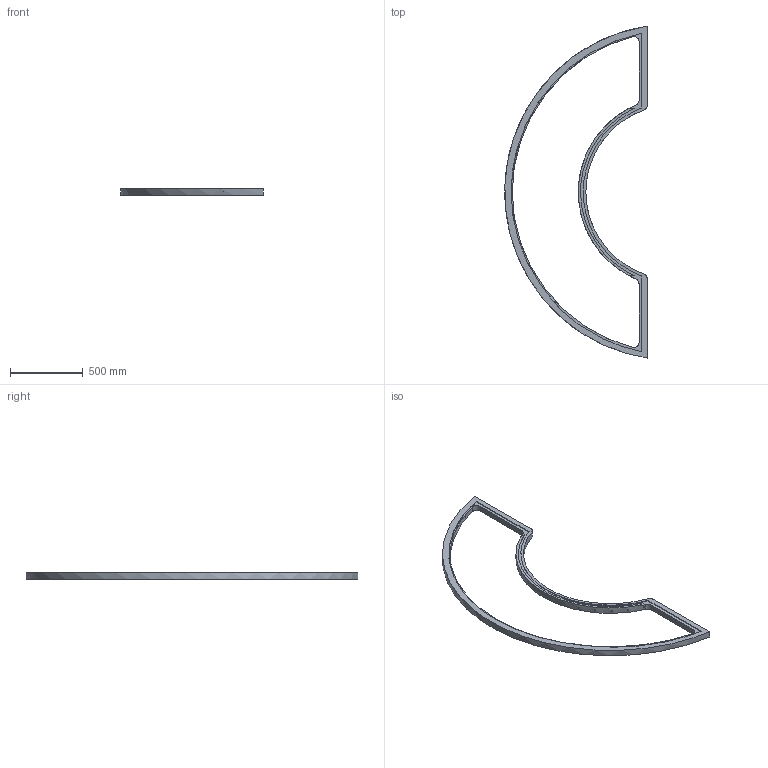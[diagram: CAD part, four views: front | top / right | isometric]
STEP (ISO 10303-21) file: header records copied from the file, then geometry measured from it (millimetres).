
FILE_DESCRIPTION((''),'2;1');
FILE_NAME('inner vessel_end_flange_mod.stp','2004-08-19T14:50:15',('mihara'),(''),'Autodesk Inventor 8','Autodesk Inventor 8','');
FILE_SCHEMA(('AUTOMOTIVE_DESIGN { 1 0 10303 214 1 1 1 1 }'));
Length unit declared in the file: millimetre
Products named in the file (1): inner vessel_end_flange_mod
Bounding box: 979.65 x 2286.06 x 45 mm (x, y, z)
Volume: 12559261.6 mm3; surface area: 1296266.8 mm2
Topology: 1 solids, 1 shells, 311 faces, 736 edges, 437 vertices
Faces by surface type: bspline 143, cylinder 84, cone 84
Entity records: 11505 total; most frequent: CARTESIAN_POINT 6106, ORIENTED_EDGE 1304, DIRECTION 686, EDGE_CURVE 652, VERTEX_POINT 437, EDGE_LOOP 407, FACE_OUTER_BOUND 311, ADVANCED_FACE 311
